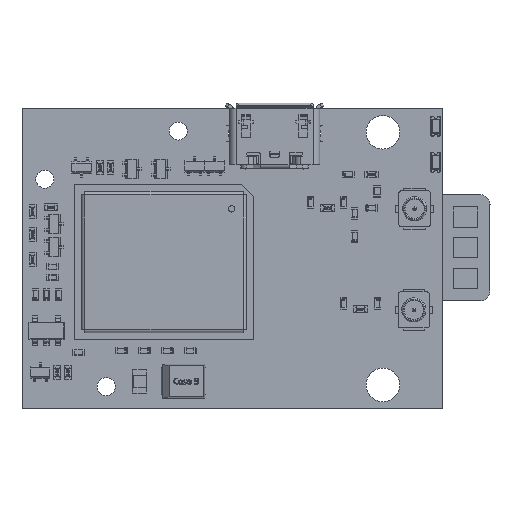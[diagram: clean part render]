
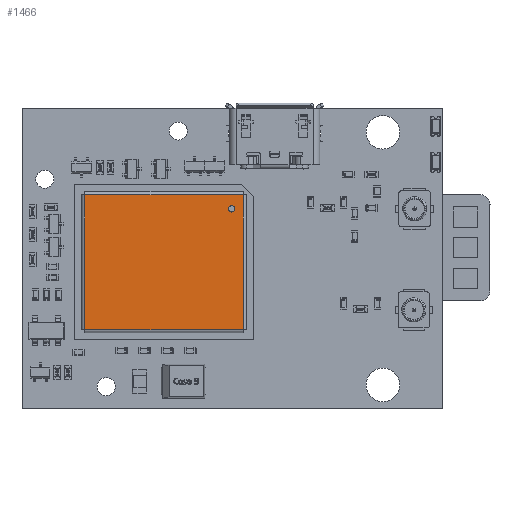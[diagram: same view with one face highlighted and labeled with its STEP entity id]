
A CAD part, top view. The second image highlights one B-rep face of the part: STEP entity #1466.
In plain terms, the highlighted face is planar.
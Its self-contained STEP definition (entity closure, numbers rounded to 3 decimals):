
#1466 = ADVANCED_FACE('',(#1467,#1501),#1521,.T.);
#1467 = FACE_BOUND('',#1468,.F.);
#1468 = EDGE_LOOP('',(#1469,#1479,#1487,#1495));
#1469 = ORIENTED_EDGE('',*,*,#1470,.F.);
#1470 = EDGE_CURVE('',#1471,#1473,#1475,.T.);
#1471 = VERTEX_POINT('',#1472);
#1472 = CARTESIAN_POINT('',(0.25,0.,-13.45));
#1473 = VERTEX_POINT('',#1474);
#1474 = CARTESIAN_POINT('',(0.25,0.,-0.25));
#1475 = LINE('',#1476,#1477);
#1476 = CARTESIAN_POINT('',(0.25,0.,-13.45));
#1477 = VECTOR('',#1478,1.);
#1478 = DIRECTION('',(0.,0.,1.));
#1479 = ORIENTED_EDGE('',*,*,#1480,.F.);
#1480 = EDGE_CURVE('',#1481,#1471,#1483,.T.);
#1481 = VERTEX_POINT('',#1482);
#1482 = CARTESIAN_POINT('',(11.45,0.,-13.45));
#1483 = LINE('',#1484,#1485);
#1484 = CARTESIAN_POINT('',(11.45,0.,-13.45));
#1485 = VECTOR('',#1486,1.);
#1486 = DIRECTION('',(-1.,0.,0.));
#1487 = ORIENTED_EDGE('',*,*,#1488,.F.);
#1488 = EDGE_CURVE('',#1489,#1481,#1491,.T.);
#1489 = VERTEX_POINT('',#1490);
#1490 = CARTESIAN_POINT('',(11.45,0.,-0.25));
#1491 = LINE('',#1492,#1493);
#1492 = CARTESIAN_POINT('',(11.45,0.,-0.25));
#1493 = VECTOR('',#1494,1.);
#1494 = DIRECTION('',(0.,0.,-1.));
#1495 = ORIENTED_EDGE('',*,*,#1496,.F.);
#1496 = EDGE_CURVE('',#1473,#1489,#1497,.T.);
#1497 = LINE('',#1498,#1499);
#1498 = CARTESIAN_POINT('',(0.25,0.,-0.25));
#1499 = VECTOR('',#1500,1.);
#1500 = DIRECTION('',(1.,0.,0.));
#1501 = FACE_BOUND('',#1502,.F.);
#1502 = EDGE_LOOP('',(#1503,#1514));
#1503 = ORIENTED_EDGE('',*,*,#1504,.T.);
#1504 = EDGE_CURVE('',#1505,#1507,#1509,.T.);
#1505 = VERTEX_POINT('',#1506);
#1506 = CARTESIAN_POINT('',(1.677,0.,-12.469));
#1507 = VERTEX_POINT('',#1508);
#1508 = CARTESIAN_POINT('',(1.149,0.,-12.469));
#1509 = CIRCLE('',#1510,0.264);
#1510 = AXIS2_PLACEMENT_3D('',#1511,#1512,#1513);
#1511 = CARTESIAN_POINT('',(1.413,0.,-12.469));
#1512 = DIRECTION('',(0.,1.,0.));
#1513 = DIRECTION('',(1.,0.,0.));
#1514 = ORIENTED_EDGE('',*,*,#1515,.T.);
#1515 = EDGE_CURVE('',#1507,#1505,#1516,.T.);
#1516 = CIRCLE('',#1517,0.264);
#1517 = AXIS2_PLACEMENT_3D('',#1518,#1519,#1520);
#1518 = CARTESIAN_POINT('',(1.413,0.,-12.469));
#1519 = DIRECTION('',(0.,1.,0.));
#1520 = DIRECTION('',(-1.,0.,0.));
#1521 = PLANE('',#1522);
#1522 = AXIS2_PLACEMENT_3D('',#1523,#1524,#1525);
#1523 = CARTESIAN_POINT('',(0.,0.,0.));
#1524 = DIRECTION('',(0.,1.,0.));
#1525 = DIRECTION('',(1.,0.,0.));
